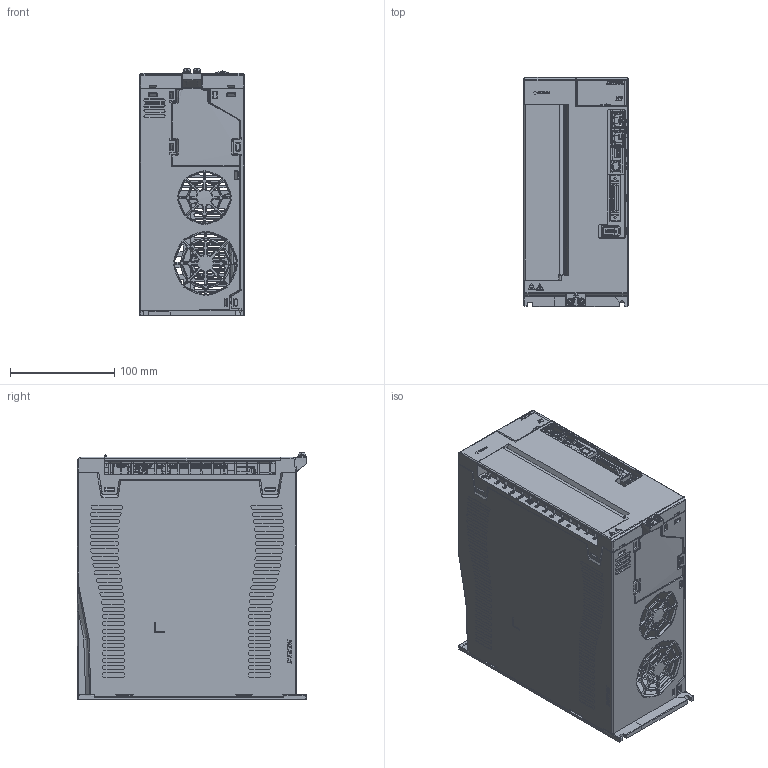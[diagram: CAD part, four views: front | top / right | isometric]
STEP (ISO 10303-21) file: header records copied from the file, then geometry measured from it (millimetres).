
FILE_DESCRIPTION (( 'STEP AP203' ), '1' );
FILE_NAME ('ED1F-xx-40xx-xx_20210121.STEP', '2021-01-12T07:00:32', ( '' ), ( '' ), 'SwSTEP 2.0', 'SolidWorks 2015', '' );
FILE_SCHEMA (( 'CONFIG_CONTROL_DESIGN' ));
Products named in the file (1): ED1F-xx-40xx-xx_20210121
Bounding box: 100.03 x 220.05 x 236.82 mm (x, y, z)
Topology: 0 solids, 516 shells, 5011 faces, 18492 edges, 13809 vertices
Faces by surface type: plane 2550, cone 942, cylinder 785, bspline 715, sphere 14, torus 5
Entity records: 269574 total; most frequent: CARTESIAN_POINT 130636, ORIENTED_EDGE 28561, DIRECTION 21770, EDGE_CURVE 18466, VERTEX_POINT 13822, VECTOR 10816, LINE 10816, B_SPLINE_CURVE_WITH_KNOTS 6423
